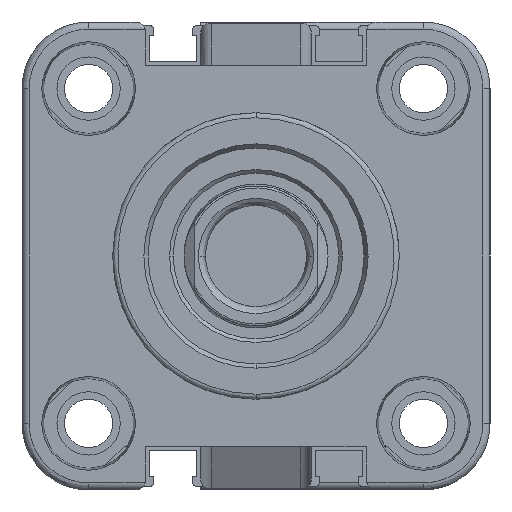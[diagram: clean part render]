
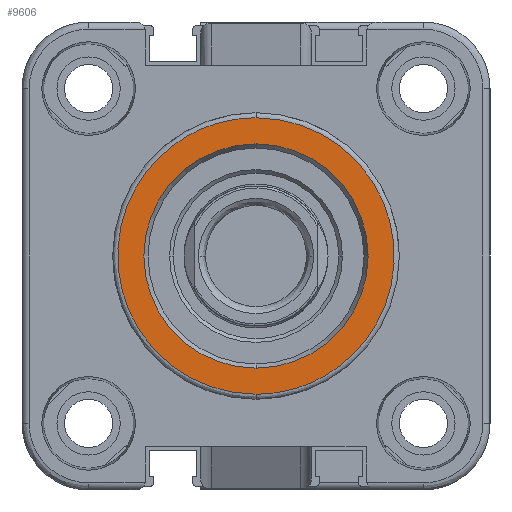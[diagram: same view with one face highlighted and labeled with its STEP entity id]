
A CAD part, front view. The second image highlights one B-rep face of the part: STEP entity #9606.
In plain terms, the highlighted face is planar.
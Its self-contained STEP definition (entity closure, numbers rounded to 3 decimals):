
#1706 = CARTESIAN_POINT ( 'NONE',  ( 274.95, 214.438, 288.466 ) ) ;
#1787 = VERTEX_POINT ( 'NONE', #8736 ) ;
#1795 = CARTESIAN_POINT ( 'NONE',  ( 274.95, 214.438, 307.666 ) ) ;
#1900 = PLANE ( 'NONE',  #13963 ) ;
#2005 = DIRECTION ( 'NONE',  ( 0., 0., 1. ) ) ;
#2790 = DIRECTION ( 'NONE',  ( 1., 0., 0. ) ) ;
#2809 =( BOUNDED_CURVE ( )  B_SPLINE_CURVE ( 3, ( #8163, #8206, #6063, #1795 ),
 .UNSPECIFIED., .F., .F. ) 
 B_SPLINE_CURVE_WITH_KNOTS ( ( 4, 4 ),
 ( 0., 1. ),
 .UNSPECIFIED. ) 
 CURVE ( )  GEOMETRIC_REPRESENTATION_ITEM ( )  RATIONAL_B_SPLINE_CURVE ( ( 1., 0.333, 0.333, 1. ) ) 
 REPRESENTATION_ITEM ( '' )  );
#3694 = CARTESIAN_POINT ( 'NONE',  ( 274.95, 214.438, 269.266 ) ) ;
#3864 = DIRECTION ( 'NONE',  ( 0., 0., -1. ) ) ;
#4253 = AXIS2_PLACEMENT_3D ( 'NONE', #11901, #5409, #6598 ) ;
#4435 = EDGE_CURVE ( 'NONE', #7085, #9235, #11082, .T. ) ;
#4591 = CARTESIAN_POINT ( 'NONE',  ( 274.95, 214.438, 304.043 ) ) ;
#4773 = CARTESIAN_POINT ( 'NONE',  ( 274.95, 252.838, 269.266 ) ) ;
#4787 =( BOUNDED_CURVE ( )  B_SPLINE_CURVE ( 3, ( #8027, #4820, #4773, #3694 ),
 .UNSPECIFIED., .F., .F. ) 
 B_SPLINE_CURVE_WITH_KNOTS ( ( 4, 4 ),
 ( 0., 1. ),
 .UNSPECIFIED. ) 
 CURVE ( )  GEOMETRIC_REPRESENTATION_ITEM ( )  RATIONAL_B_SPLINE_CURVE ( ( 1., 0.333, 0.333, 1. ) ) 
 REPRESENTATION_ITEM ( '' )  );
#4820 = CARTESIAN_POINT ( 'NONE',  ( 274.95, 252.838, 307.666 ) ) ;
#5061 = CIRCLE ( 'NONE', #10540, 15.577 ) ;
#5409 = DIRECTION ( 'NONE',  ( 1., 0., 0. ) ) ;
#5459 = FACE_BOUND ( 'NONE', #10469, .T. ) ;
#5486 = EDGE_CURVE ( 'NONE', #8570, #1787, #4787, .T. ) ;
#5795 = ORIENTED_EDGE ( 'NONE', *, *, #4435, .F. ) ;
#6063 = CARTESIAN_POINT ( 'NONE',  ( 274.95, 176.038, 307.666 ) ) ;
#6446 = ORIENTED_EDGE ( 'NONE', *, *, #5486, .F. ) ;
#6598 = DIRECTION ( 'NONE',  ( 0., 0., -1. ) ) ;
#7085 = VERTEX_POINT ( 'NONE', #13320 ) ;
#8027 = CARTESIAN_POINT ( 'NONE',  ( 274.95, 214.438, 307.666 ) ) ;
#8163 = CARTESIAN_POINT ( 'NONE',  ( 274.95, 214.438, 269.266 ) ) ;
#8206 = CARTESIAN_POINT ( 'NONE',  ( 274.95, 176.038, 269.266 ) ) ;
#8445 = DIRECTION ( 'NONE',  ( -1., 0., 0. ) ) ;
#8570 = VERTEX_POINT ( 'NONE', #13938 ) ;
#8736 = CARTESIAN_POINT ( 'NONE',  ( 274.95, 214.438, 269.266 ) ) ;
#9235 = VERTEX_POINT ( 'NONE', #4591 ) ;
#9606 = ADVANCED_FACE ( 'NONE', ( #5459, #12958 ), #1900, .F. ) ;
#10469 = EDGE_LOOP ( 'NONE', ( #5795, #13279 ) ) ;
#10540 = AXIS2_PLACEMENT_3D ( 'NONE', #1706, #2790, #3864 ) ;
#10975 = EDGE_CURVE ( 'NONE', #1787, #8570, #2809, .T. ) ;
#11082 = CIRCLE ( 'NONE', #4253, 15.577 ) ;
#11276 = ORIENTED_EDGE ( 'NONE', *, *, #10975, .F. ) ;
#11304 = EDGE_LOOP ( 'NONE', ( #6446, #11276 ) ) ;
#11901 = CARTESIAN_POINT ( 'NONE',  ( 274.95, 214.438, 288.466 ) ) ;
#12812 = CARTESIAN_POINT ( 'NONE',  ( 274.95, 234.338, 288.466 ) ) ;
#12958 = FACE_OUTER_BOUND ( 'NONE', #11304, .T. ) ;
#13279 = ORIENTED_EDGE ( 'NONE', *, *, #13307, .F. ) ;
#13307 = EDGE_CURVE ( 'NONE', #9235, #7085, #5061, .T. ) ;
#13320 = CARTESIAN_POINT ( 'NONE',  ( 274.95, 214.438, 272.889 ) ) ;
#13938 = CARTESIAN_POINT ( 'NONE',  ( 274.95, 214.438, 307.666 ) ) ;
#13963 = AXIS2_PLACEMENT_3D ( 'NONE', #12812, #8445, #2005 ) ;
